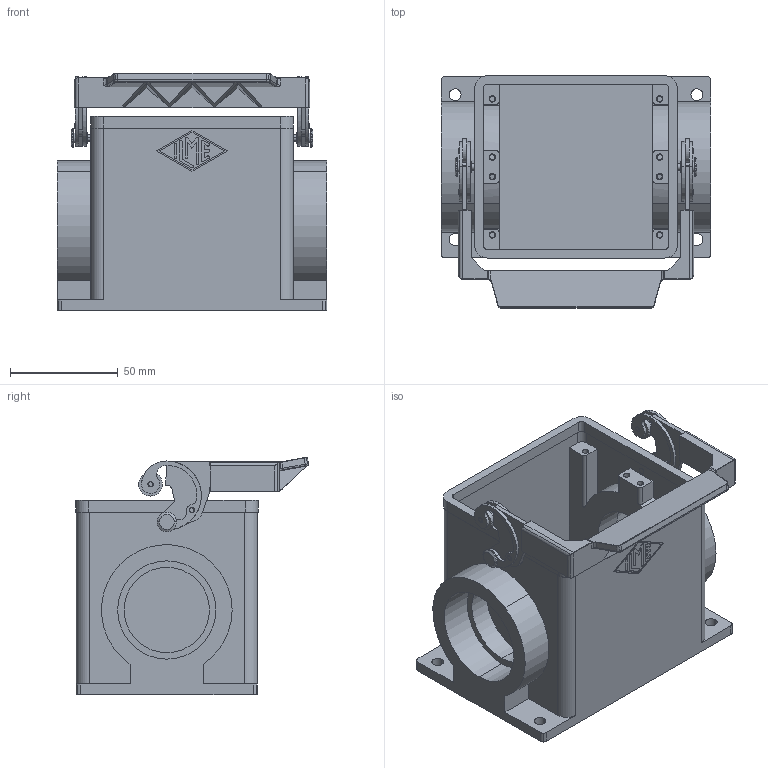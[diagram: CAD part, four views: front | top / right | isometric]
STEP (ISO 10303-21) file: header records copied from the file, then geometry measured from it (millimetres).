
FILE_DESCRIPTION((''),'2;1');
FILE_NAME('CHP 32 L2.stp','2006-12-19T13:12:07',('gembarski'),(''),'Autodesk Inventor 7','Autodesk Inventor 7','');
FILE_SCHEMA(('AUTOMOTIVE_DESIGN { 1 0 10303 214 1 1 1 1 }'));
Length unit declared in the file: millimetre
Products named in the file (1): CHP 32 L2
Bounding box: 125 x 107.84 x 109.98 mm (x, y, z)
Volume: 256993.5 mm3; surface area: 106537.7 mm2
Topology: 4 solids, 4 shells, 491 faces, 1273 edges, 830 vertices
Faces by surface type: bspline 166, plane 166, cylinder 145, torus 10, cone 4
Entity records: 18322 total; most frequent: CARTESIAN_POINT 6369, ORIENTED_EDGE 2542, DIRECTION 2449, EDGE_CURVE 1271, AXIS2_PLACEMENT_3D 892, VERTEX_POINT 830, VECTOR 665, LINE 665
